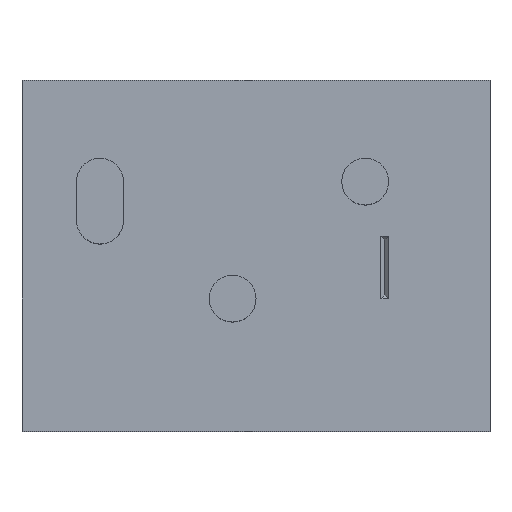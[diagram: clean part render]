
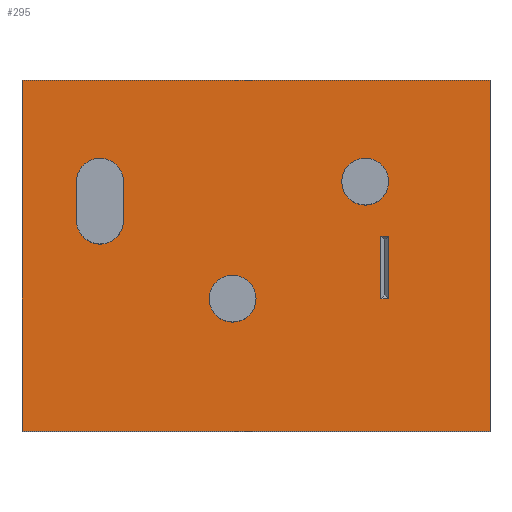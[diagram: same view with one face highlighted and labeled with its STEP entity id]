
A CAD part, top view. The second image highlights one B-rep face of the part: STEP entity #295.
In plain terms, the highlighted planar face has unit normal (0, 0, 1).
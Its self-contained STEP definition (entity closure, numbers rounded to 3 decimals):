
#15=FACE_BOUND('',#53,.T.);
#16=FACE_BOUND('',#54,.T.);
#17=FACE_BOUND('',#55,.T.);
#18=FACE_BOUND('',#56,.T.);
#19=CIRCLE('',#328,3.);
#21=CIRCLE('',#331,3.);
#22=CIRCLE('',#332,3.);
#23=CIRCLE('',#333,3.);
#33=FACE_OUTER_BOUND('',#52,.T.);
#52=EDGE_LOOP('',(#208,#209,#210,#211));
#53=EDGE_LOOP('',(#212));
#54=EDGE_LOOP('',(#213,#214,#215,#216));
#55=EDGE_LOOP('',(#217));
#56=EDGE_LOOP('',(#218,#219,#220,#221));
#73=LINE('',#444,#104);
#78=LINE('',#459,#109);
#79=LINE('',#461,#110);
#80=LINE('',#463,#111);
#81=LINE('',#464,#112);
#82=LINE('',#469,#113);
#83=LINE('',#471,#114);
#84=LINE('',#473,#115);
#85=LINE('',#474,#116);
#86=LINE('',#479,#117);
#104=VECTOR('',#357,10.);
#109=VECTOR('',#370,10.);
#110=VECTOR('',#371,10.);
#111=VECTOR('',#372,10.);
#112=VECTOR('',#373,10.);
#113=VECTOR('',#376,10.);
#114=VECTOR('',#377,10.);
#115=VECTOR('',#378,10.);
#116=VECTOR('',#379,10.);
#117=VECTOR('',#384,10.);
#135=VERTEX_POINT('',#442);
#136=VERTEX_POINT('',#443);
#139=VERTEX_POINT('',#451);
#141=VERTEX_POINT('',#457);
#142=VERTEX_POINT('',#458);
#143=VERTEX_POINT('',#460);
#144=VERTEX_POINT('',#462);
#145=VERTEX_POINT('',#465);
#146=VERTEX_POINT('',#467);
#147=VERTEX_POINT('',#468);
#148=VERTEX_POINT('',#470);
#149=VERTEX_POINT('',#472);
#150=VERTEX_POINT('',#475);
#151=VERTEX_POINT('',#477);
#161=EDGE_CURVE('',#135,#136,#73,.T.);
#165=EDGE_CURVE('',#135,#139,#19,.T.);
#168=EDGE_CURVE('',#141,#142,#78,.T.);
#169=EDGE_CURVE('',#142,#143,#79,.T.);
#170=EDGE_CURVE('',#143,#144,#80,.T.);
#171=EDGE_CURVE('',#144,#141,#81,.T.);
#172=EDGE_CURVE('',#145,#145,#21,.T.);
#173=EDGE_CURVE('',#146,#147,#82,.T.);
#174=EDGE_CURVE('',#147,#148,#83,.T.);
#175=EDGE_CURVE('',#148,#149,#84,.T.);
#176=EDGE_CURVE('',#149,#146,#85,.T.);
#177=EDGE_CURVE('',#150,#150,#22,.T.);
#178=EDGE_CURVE('',#151,#136,#23,.T.);
#179=EDGE_CURVE('',#151,#139,#86,.T.);
#208=ORIENTED_EDGE('',*,*,#168,.T.);
#209=ORIENTED_EDGE('',*,*,#169,.T.);
#210=ORIENTED_EDGE('',*,*,#170,.T.);
#211=ORIENTED_EDGE('',*,*,#171,.T.);
#212=ORIENTED_EDGE('',*,*,#172,.F.);
#213=ORIENTED_EDGE('',*,*,#173,.T.);
#214=ORIENTED_EDGE('',*,*,#174,.T.);
#215=ORIENTED_EDGE('',*,*,#175,.T.);
#216=ORIENTED_EDGE('',*,*,#176,.T.);
#217=ORIENTED_EDGE('',*,*,#177,.T.);
#218=ORIENTED_EDGE('',*,*,#161,.T.);
#219=ORIENTED_EDGE('',*,*,#178,.F.);
#220=ORIENTED_EDGE('',*,*,#179,.T.);
#221=ORIENTED_EDGE('',*,*,#165,.F.);
#279=PLANE('',#330);
#295=ADVANCED_FACE('',(#33,#15,#16,#17,#18),#279,.T.);
#328=AXIS2_PLACEMENT_3D('',#452,#363,#364);
#330=AXIS2_PLACEMENT_3D('',#456,#368,#369);
#331=AXIS2_PLACEMENT_3D('',#466,#374,#375);
#332=AXIS2_PLACEMENT_3D('',#476,#380,#381);
#333=AXIS2_PLACEMENT_3D('',#478,#382,#383);
#357=DIRECTION('',(0.,-1.,0.));
#363=DIRECTION('center_axis',(0.,0.,1.));
#364=DIRECTION('ref_axis',(-1.,0.,0.));
#368=DIRECTION('center_axis',(0.,0.,1.));
#369=DIRECTION('ref_axis',(1.,0.,0.));
#370=DIRECTION('',(0.,-1.,0.));
#371=DIRECTION('',(1.,0.,0.));
#372=DIRECTION('',(0.,1.,0.));
#373=DIRECTION('',(-1.,0.,0.));
#374=DIRECTION('center_axis',(0.,0.,1.));
#375=DIRECTION('ref_axis',(-1.,0.,0.));
#376=DIRECTION('',(0.,1.,0.));
#377=DIRECTION('',(1.,0.,0.));
#378=DIRECTION('',(0.,-1.,0.));
#379=DIRECTION('',(-1.,0.,0.));
#380=DIRECTION('center_axis',(0.,0.,-1.));
#381=DIRECTION('ref_axis',(-1.,0.,0.));
#382=DIRECTION('center_axis',(0.,0.,1.));
#383=DIRECTION('ref_axis',(-1.,0.,0.));
#384=DIRECTION('',(0.,1.,0.));
#442=CARTESIAN_POINT('',(12.968,31.563,18.));
#443=CARTESIAN_POINT('',(12.968,27.437,18.));
#444=CARTESIAN_POINT('',(12.968,24.968,18.));
#451=CARTESIAN_POINT('',(7.,32.,18.));
#452=CARTESIAN_POINT('Origin',(10.,32.,18.));
#456=CARTESIAN_POINT('Origin',(30.,22.5,18.));
#457=CARTESIAN_POINT('',(0.,45.,18.));
#458=CARTESIAN_POINT('',(0.,0.,18.));
#459=CARTESIAN_POINT('',(0.,45.,18.));
#460=CARTESIAN_POINT('',(60.,0.,18.));
#461=CARTESIAN_POINT('',(0.,0.,18.));
#462=CARTESIAN_POINT('',(60.,45.,18.));
#463=CARTESIAN_POINT('',(60.,0.,18.));
#464=CARTESIAN_POINT('',(60.,45.,18.));
#465=CARTESIAN_POINT('',(30.,17.,18.));
#466=CARTESIAN_POINT('Origin',(27.,17.,18.));
#467=CARTESIAN_POINT('',(46.,17.,18.));
#468=CARTESIAN_POINT('',(46.,25.,18.));
#469=CARTESIAN_POINT('',(46.,23.75,18.));
#470=CARTESIAN_POINT('',(47.,25.,18.));
#471=CARTESIAN_POINT('',(38.5,25.,18.));
#472=CARTESIAN_POINT('',(47.,17.,18.));
#473=CARTESIAN_POINT('',(47.,19.75,18.));
#474=CARTESIAN_POINT('',(38.,17.,18.));
#475=CARTESIAN_POINT('',(47.,32.,18.));
#476=CARTESIAN_POINT('Origin',(44.,32.,18.));
#477=CARTESIAN_POINT('',(7.,27.,18.));
#478=CARTESIAN_POINT('Origin',(10.,27.,18.));
#479=CARTESIAN_POINT('',(7.,27.25,18.));
